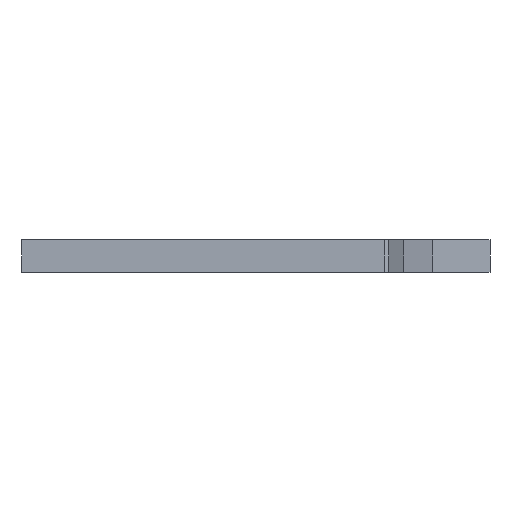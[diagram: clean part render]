
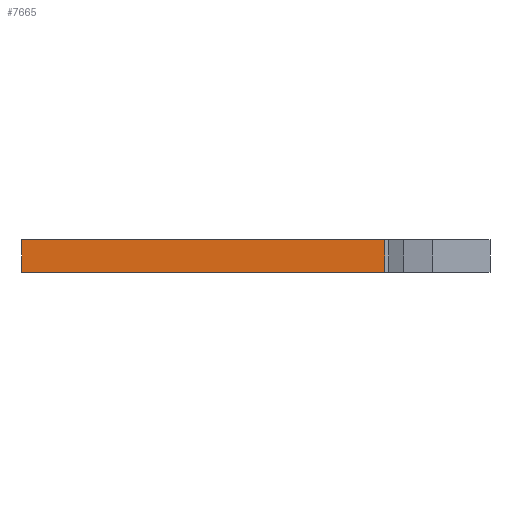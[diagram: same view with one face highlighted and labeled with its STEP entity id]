
A CAD part, left-side view. The second image highlights one B-rep face of the part: STEP entity #7665.
In plain terms, the highlighted planar face has unit normal (-1, 0, 0).
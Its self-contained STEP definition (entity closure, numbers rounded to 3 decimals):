
#44 = PLANE('',#45);
#45 = AXIS2_PLACEMENT_3D('',#46,#47,#48);
#46 = CARTESIAN_POINT('',(-72.82,-59.81,0.));
#47 = DIRECTION('',(0.823,0.567,0.));
#48 = DIRECTION('',(0.567,-0.823,0.));
#72 = PLANE('',#73);
#73 = AXIS2_PLACEMENT_3D('',#74,#75,#76);
#74 = CARTESIAN_POINT('',(15.353,-8.982,10.));
#75 = DIRECTION('',(0.,0.,1.));
#76 = DIRECTION('',(1.,0.,0.));
#126 = PLANE('',#127);
#127 = AXIS2_PLACEMENT_3D('',#128,#129,#130);
#128 = CARTESIAN_POINT('',(15.353,-8.982,0.));
#129 = DIRECTION('',(0.,0.,1.));
#130 = DIRECTION('',(1.,0.,0.));
#141 = EDGE_CURVE('',#142,#144,#146,.T.);
#142 = VERTEX_POINT('',#143);
#143 = CARTESIAN_POINT('',(-72.82,-59.81,0.));
#144 = VERTEX_POINT('',#145);
#145 = CARTESIAN_POINT('',(-72.82,-59.81,10.));
#146 = SURFACE_CURVE('',#147,(#151,#158),.PCURVE_S1.);
#147 = LINE('',#148,#149);
#148 = CARTESIAN_POINT('',(-72.82,-59.81,0.));
#149 = VECTOR('',#150,1.);
#150 = DIRECTION('',(0.,0.,1.));
#151 = PCURVE('',#44,#152);
#152 = DEFINITIONAL_REPRESENTATION('',(#153),#157);
#153 = LINE('',#154,#155);
#154 = CARTESIAN_POINT('',(0.,0.));
#155 = VECTOR('',#156,1.);
#156 = DIRECTION('',(0.,-1.));
#157 = ( GEOMETRIC_REPRESENTATION_CONTEXT(2) 
PARAMETRIC_REPRESENTATION_CONTEXT() REPRESENTATION_CONTEXT('2D SPACE',''
  ) );
#158 = PCURVE('',#159,#164);
#159 = PLANE('',#160);
#160 = AXIS2_PLACEMENT_3D('',#161,#162,#163);
#161 = CARTESIAN_POINT('',(-72.82,52.19,0.));
#162 = DIRECTION('',(1.,0.,0.));
#163 = DIRECTION('',(0.,-1.,0.));
#164 = DEFINITIONAL_REPRESENTATION('',(#165),#169);
#165 = LINE('',#166,#167);
#166 = CARTESIAN_POINT('',(112.,-0.));
#167 = VECTOR('',#168,1.);
#168 = DIRECTION('',(0.,-1.));
#169 = ( GEOMETRIC_REPRESENTATION_CONTEXT(2) 
PARAMETRIC_REPRESENTATION_CONTEXT() REPRESENTATION_CONTEXT('2D SPACE',''
  ) );
#403 = VERTEX_POINT('',#404);
#404 = CARTESIAN_POINT('',(-72.82,52.19,0.));
#418 = PLANE('',#419);
#419 = AXIS2_PLACEMENT_3D('',#420,#421,#422);
#420 = CARTESIAN_POINT('',(99.18,52.19,0.));
#421 = DIRECTION('',(0.,-1.,0.));
#422 = DIRECTION('',(-1.,0.,0.));
#430 = EDGE_CURVE('',#403,#142,#431,.T.);
#431 = SURFACE_CURVE('',#432,(#436,#443),.PCURVE_S1.);
#432 = LINE('',#433,#434);
#433 = CARTESIAN_POINT('',(-72.82,52.19,0.));
#434 = VECTOR('',#435,1.);
#435 = DIRECTION('',(0.,-1.,0.));
#436 = PCURVE('',#126,#437);
#437 = DEFINITIONAL_REPRESENTATION('',(#438),#442);
#438 = LINE('',#439,#440);
#439 = CARTESIAN_POINT('',(-88.173,61.173));
#440 = VECTOR('',#441,1.);
#441 = DIRECTION('',(0.,-1.));
#442 = ( GEOMETRIC_REPRESENTATION_CONTEXT(2) 
PARAMETRIC_REPRESENTATION_CONTEXT() REPRESENTATION_CONTEXT('2D SPACE',''
  ) );
#443 = PCURVE('',#159,#444);
#444 = DEFINITIONAL_REPRESENTATION('',(#445),#449);
#445 = LINE('',#446,#447);
#446 = CARTESIAN_POINT('',(0.,0.));
#447 = VECTOR('',#448,1.);
#448 = DIRECTION('',(1.,-0.));
#449 = ( GEOMETRIC_REPRESENTATION_CONTEXT(2) 
PARAMETRIC_REPRESENTATION_CONTEXT() REPRESENTATION_CONTEXT('2D SPACE',''
  ) );
#4426 = VERTEX_POINT('',#4427);
#4427 = CARTESIAN_POINT('',(-72.82,52.19,10.));
#4448 = EDGE_CURVE('',#4426,#144,#4449,.T.);
#4449 = SURFACE_CURVE('',#4450,(#4454,#4461),.PCURVE_S1.);
#4450 = LINE('',#4451,#4452);
#4451 = CARTESIAN_POINT('',(-72.82,52.19,10.));
#4452 = VECTOR('',#4453,1.);
#4453 = DIRECTION('',(0.,-1.,0.));
#4454 = PCURVE('',#72,#4455);
#4455 = DEFINITIONAL_REPRESENTATION('',(#4456),#4460);
#4456 = LINE('',#4457,#4458);
#4457 = CARTESIAN_POINT('',(-88.173,61.173));
#4458 = VECTOR('',#4459,1.);
#4459 = DIRECTION('',(0.,-1.));
#4460 = ( GEOMETRIC_REPRESENTATION_CONTEXT(2) 
PARAMETRIC_REPRESENTATION_CONTEXT() REPRESENTATION_CONTEXT('2D SPACE',''
  ) );
#4461 = PCURVE('',#159,#4462);
#4462 = DEFINITIONAL_REPRESENTATION('',(#4463),#4467);
#4463 = LINE('',#4464,#4465);
#4464 = CARTESIAN_POINT('',(0.,-10.));
#4465 = VECTOR('',#4466,1.);
#4466 = DIRECTION('',(1.,-0.));
#4467 = ( GEOMETRIC_REPRESENTATION_CONTEXT(2) 
PARAMETRIC_REPRESENTATION_CONTEXT() REPRESENTATION_CONTEXT('2D SPACE',''
  ) );
#7665 = ADVANCED_FACE('',(#7666),#159,.F.);
#7666 = FACE_BOUND('',#7667,.F.);
#7667 = EDGE_LOOP('',(#7668,#7689,#7690,#7691));
#7668 = ORIENTED_EDGE('',*,*,#7669,.T.);
#7669 = EDGE_CURVE('',#403,#4426,#7670,.T.);
#7670 = SURFACE_CURVE('',#7671,(#7675,#7682),.PCURVE_S1.);
#7671 = LINE('',#7672,#7673);
#7672 = CARTESIAN_POINT('',(-72.82,52.19,0.));
#7673 = VECTOR('',#7674,1.);
#7674 = DIRECTION('',(0.,0.,1.));
#7675 = PCURVE('',#159,#7676);
#7676 = DEFINITIONAL_REPRESENTATION('',(#7677),#7681);
#7677 = LINE('',#7678,#7679);
#7678 = CARTESIAN_POINT('',(0.,0.));
#7679 = VECTOR('',#7680,1.);
#7680 = DIRECTION('',(0.,-1.));
#7681 = ( GEOMETRIC_REPRESENTATION_CONTEXT(2) 
PARAMETRIC_REPRESENTATION_CONTEXT() REPRESENTATION_CONTEXT('2D SPACE',''
  ) );
#7682 = PCURVE('',#418,#7683);
#7683 = DEFINITIONAL_REPRESENTATION('',(#7684),#7688);
#7684 = LINE('',#7685,#7686);
#7685 = CARTESIAN_POINT('',(172.,0.));
#7686 = VECTOR('',#7687,1.);
#7687 = DIRECTION('',(0.,-1.));
#7688 = ( GEOMETRIC_REPRESENTATION_CONTEXT(2) 
PARAMETRIC_REPRESENTATION_CONTEXT() REPRESENTATION_CONTEXT('2D SPACE',''
  ) );
#7689 = ORIENTED_EDGE('',*,*,#4448,.T.);
#7690 = ORIENTED_EDGE('',*,*,#141,.F.);
#7691 = ORIENTED_EDGE('',*,*,#430,.F.);
